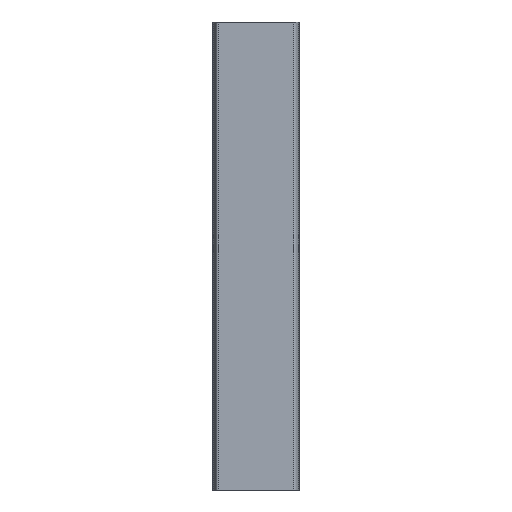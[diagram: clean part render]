
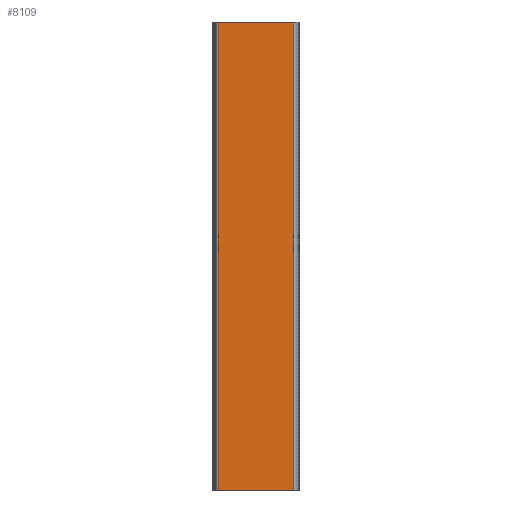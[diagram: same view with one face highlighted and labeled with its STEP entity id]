
A CAD part, front view. The second image highlights one B-rep face of the part: STEP entity #8109.
In plain terms, the highlighted planar face has unit normal (0, -1, 0).
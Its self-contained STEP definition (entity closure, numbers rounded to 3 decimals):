
#774=CARTESIAN_POINT('',(80.801,-26.3,-500.0));
#775=VERTEX_POINT('',#774);
#783=CARTESIAN_POINT('',(-80.801,-26.3,-500.0));
#784=VERTEX_POINT('',#783);
#785=CARTESIAN_POINT('',(-80.801,-26.3,-500.0));
#786=DIRECTION('',(1.0,0.0,0.0));
#787=VECTOR('',#786,161.601);
#788=LINE('',#785,#787);
#789=EDGE_CURVE('',#784,#775,#788,.T.);
#3646=CARTESIAN_POINT('',(-80.801,-26.3,500.0));
#3647=VERTEX_POINT('',#3646);
#3655=CARTESIAN_POINT('',(80.801,-26.3,500.0));
#3656=VERTEX_POINT('',#3655);
#3657=CARTESIAN_POINT('',(80.801,-26.3,500.0));
#3658=DIRECTION('',(-1.0,0.0,0.0));
#3659=VECTOR('',#3658,161.601);
#3660=LINE('',#3657,#3659);
#3661=EDGE_CURVE('',#3656,#3647,#3660,.T.);
#7971=CARTESIAN_POINT('',(80.801,-26.3,500.0));
#7972=DIRECTION('',(0.0,0.0,-1.0));
#7973=VECTOR('',#7972,1000.0);
#7974=LINE('',#7971,#7973);
#7975=EDGE_CURVE('',#3656,#775,#7974,.T.);
#7998=CARTESIAN_POINT('',(-80.801,-26.3,-500.0));
#7999=DIRECTION('',(0.0,0.0,1.0));
#8000=VECTOR('',#7999,1000.0);
#8001=LINE('',#7998,#8000);
#8002=EDGE_CURVE('',#784,#3647,#8001,.T.);
#8098=CARTESIAN_POINT('',(83.845,-26.3,0.0));
#8099=DIRECTION('',(0.0,-1.0,0.0));
#8100=DIRECTION('',(0.0,0.0,-1.0));
#8101=AXIS2_PLACEMENT_3D('',#8098,#8099,#8100);
#8102=PLANE('',#8101);
#8103=ORIENTED_EDGE('',*,*,#7975,.F.);
#8104=ORIENTED_EDGE('',*,*,#3661,.T.);
#8105=ORIENTED_EDGE('',*,*,#8002,.F.);
#8106=ORIENTED_EDGE('',*,*,#789,.T.);
#8107=EDGE_LOOP('',(#8103,#8104,#8105,#8106));
#8108=FACE_OUTER_BOUND('',#8107,.T.);
#8109=ADVANCED_FACE('',(#8108),#8102,.T.);
